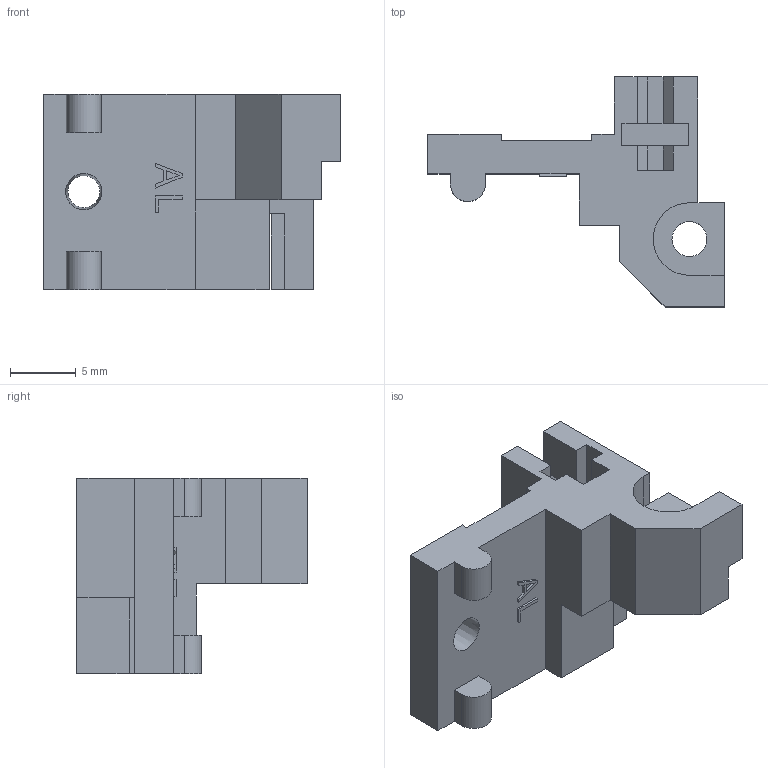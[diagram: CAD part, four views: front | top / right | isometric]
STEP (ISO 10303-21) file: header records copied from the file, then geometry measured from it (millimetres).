
FILE_DESCRIPTION(/* description */ (''),/* implementation_level */ '2;1');
FILE_NAME(/* name */ '100123051ugm000_b.stp',/* time_stamp */ '2014-11-03T08:23:53+01:00',/* author */ (''),/* organization */ (''),/* preprocessor_version */ 'ST-DEVELOPER v15',/* originating_system */ 'SIEMENS PLM Software NX 8.5',/* authorisation */ '');
FILE_SCHEMA (('AUTOMOTIVE_DESIGN { 1 0 10303 214 3 1 1 1 }'));
Length unit declared in the file: millimetre
Products named in the file (1): 100123051ugm000_b
Bounding box: 22.5 x 17.45 x 14.8 mm (x, y, z)
Volume: 1521.6 mm3; surface area: 1587 mm2
Topology: 1 solids, 1 shells, 83 faces, 231 edges, 154 vertices
Faces by surface type: plane 78, cylinder 4, cone 1
Full cylindrical faces by diameter (mm): 2.65 x1
Entity records: 2652 total; most frequent: CARTESIAN_POINT 470, ORIENTED_EDGE 458, DIRECTION 406, EDGE_CURVE 229, LINE 218, VECTOR 218, VERTEX_POINT 153, AXIS2_PLACEMENT_3D 94
